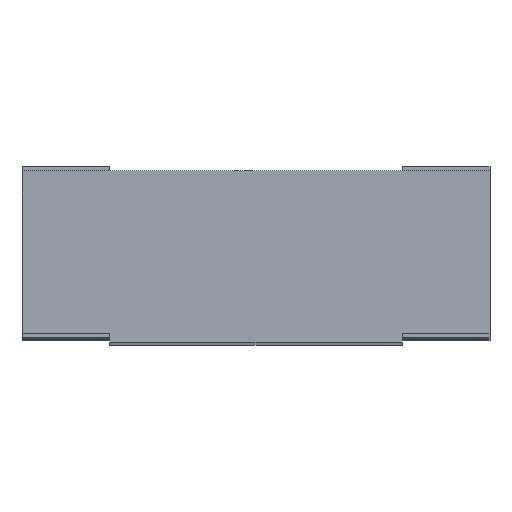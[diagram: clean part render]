
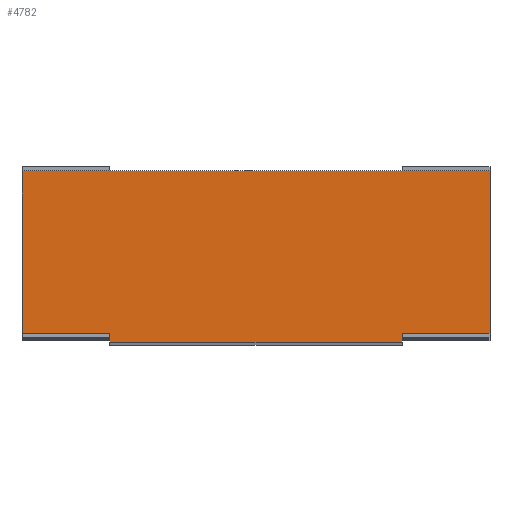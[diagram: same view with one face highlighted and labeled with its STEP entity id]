
A CAD part, top view. The second image highlights one B-rep face of the part: STEP entity #4782.
In plain terms, the highlighted planar face has unit normal (0, 0, 1).
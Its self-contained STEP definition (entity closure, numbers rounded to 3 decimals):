
#277=DIRECTION('',(-1.,0.,0.));
#278=VECTOR('',#277,1.);
#279=CARTESIAN_POINT('',(0.5,-0.308,6.4));
#280=LINE('',#279,#278);
#281=DIRECTION('',(0.,-1.,0.));
#282=VECTOR('',#281,0.03);
#283=CARTESIAN_POINT('',(-0.5,-0.278,6.4));
#284=LINE('',#283,#282);
#1637=DIRECTION('',(1.,0.,0.));
#1638=VECTOR('',#1637,0.3);
#1639=CARTESIAN_POINT('',(0.5,-0.278,6.4));
#1640=LINE('',#1639,#1638);
#1641=DIRECTION('',(0.,-1.,0.));
#1642=VECTOR('',#1641,0.03);
#1643=CARTESIAN_POINT('',(0.5,-0.278,6.4));
#1644=LINE('',#1643,#1642);
#1645=DIRECTION('',(1.,0.,0.));
#1646=VECTOR('',#1645,0.3);
#1647=CARTESIAN_POINT('',(-0.8,-0.278,6.4));
#1648=LINE('',#1647,#1646);
#1649=DIRECTION('',(0.,-1.,0.));
#1650=VECTOR('',#1649,0.555);
#1651=CARTESIAN_POINT('',(-0.8,0.278,6.4));
#1652=LINE('',#1651,#1650);
#1653=DIRECTION('',(-1.,0.,0.));
#1654=VECTOR('',#1653,1.6);
#1655=CARTESIAN_POINT('',(0.8,0.278,6.4));
#1656=LINE('',#1655,#1654);
#1657=DIRECTION('',(0.,1.,0.));
#1658=VECTOR('',#1657,0.555);
#1659=CARTESIAN_POINT('',(0.8,-0.278,6.4));
#1660=LINE('',#1659,#1658);
#2057=CARTESIAN_POINT('',(-0.8,0.278,6.4));
#2058=CARTESIAN_POINT('',(-0.8,-0.278,6.4));
#2059=VERTEX_POINT('',#2057);
#2060=VERTEX_POINT('',#2058);
#2061=CARTESIAN_POINT('',(0.8,-0.278,6.4));
#2062=CARTESIAN_POINT('',(0.8,0.278,6.4));
#2063=VERTEX_POINT('',#2061);
#2064=VERTEX_POINT('',#2062);
#2198=CARTESIAN_POINT('',(0.5,-0.308,6.4));
#2200=VERTEX_POINT('',#2198);
#2201=CARTESIAN_POINT('',(-0.5,-0.308,6.4));
#2202=VERTEX_POINT('',#2201);
#2213=CARTESIAN_POINT('',(-0.5,-0.278,6.4));
#2214=VERTEX_POINT('',#2213);
#2215=CARTESIAN_POINT('',(0.5,-0.278,6.4));
#2216=VERTEX_POINT('',#2215);
#4767=CARTESIAN_POINT('',(0.,0.,6.4));
#4768=DIRECTION('',(0.,0.,1.));
#4769=DIRECTION('',(1.,0.,0.));
#4770=AXIS2_PLACEMENT_3D('',#4767,#4768,#4769);
#4771=PLANE('',#4770);
#4772=ORIENTED_EDGE('',*,*,#2796,.F.);
#4773=ORIENTED_EDGE('',*,*,#3040,.T.);
#4774=ORIENTED_EDGE('',*,*,#3110,.T.);
#4775=ORIENTED_EDGE('',*,*,#3177,.F.);
#4776=ORIENTED_EDGE('',*,*,#2780,.F.);
#4777=ORIENTED_EDGE('',*,*,#3449,.F.);
#4778=ORIENTED_EDGE('',*,*,#4441,.F.);
#4779=ORIENTED_EDGE('',*,*,#4318,.F.);
#4780=EDGE_LOOP('',(#4772,#4773,#4774,#4775,#4776,#4777,#4778,#4779));
#4781=FACE_OUTER_BOUND('',#4780,.F.);
#2780=EDGE_CURVE('',#2060,#2214,#1648,.T.);
#2796=EDGE_CURVE('',#2216,#2063,#1640,.T.);
#3040=EDGE_CURVE('',#2216,#2200,#1644,.T.);
#3110=EDGE_CURVE('',#2200,#2202,#280,.T.);
#3177=EDGE_CURVE('',#2214,#2202,#284,.T.);
#3449=EDGE_CURVE('',#2059,#2060,#1652,.T.);
#4318=EDGE_CURVE('',#2063,#2064,#1660,.T.);
#4441=EDGE_CURVE('',#2064,#2059,#1656,.T.);
#4782=ADVANCED_FACE('',(#4781),#4771,.T.);
